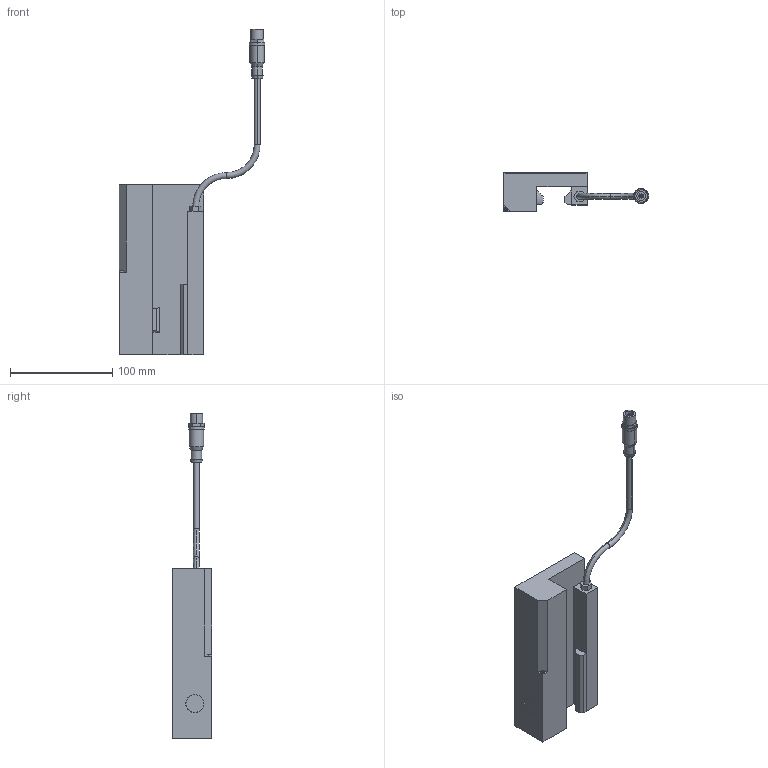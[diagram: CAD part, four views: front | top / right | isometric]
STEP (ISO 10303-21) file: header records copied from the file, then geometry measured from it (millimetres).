
FILE_DESCRIPTION( ( '' ), '1' );
FILE_NAME( 'LKE3503AS1---.stp', '2020-04-16T09:53:02', ( '' ), ( '' ), ' ', ' ', ' ' );
FILE_SCHEMA( ( 'automotive_design' ) );
Length unit declared in the file: millimetre
Products named in the file (1): 1
Bounding box: 142.2 x 38.65 x 318.1 mm (x, y, z)
Volume: 379006.4 mm3; surface area: 60440.4 mm2
Topology: 1 solids, 1 shells, 378 faces, 938 edges, 615 vertices
Faces by surface type: cylinder 204, plane 154, cone 16, torus 4
Entity records: 22197 total; most frequent: DIRECTION 2146, STYLED_ITEM 1932, PRESENTATION_STYLE_ASSIGNMENT 1932, CARTESIAN_POINT 1932, COLOUR_RGB 1932, ORIENTED_EDGE 1876, EDGE_CURVE 938, CURVE_STYLE 938
